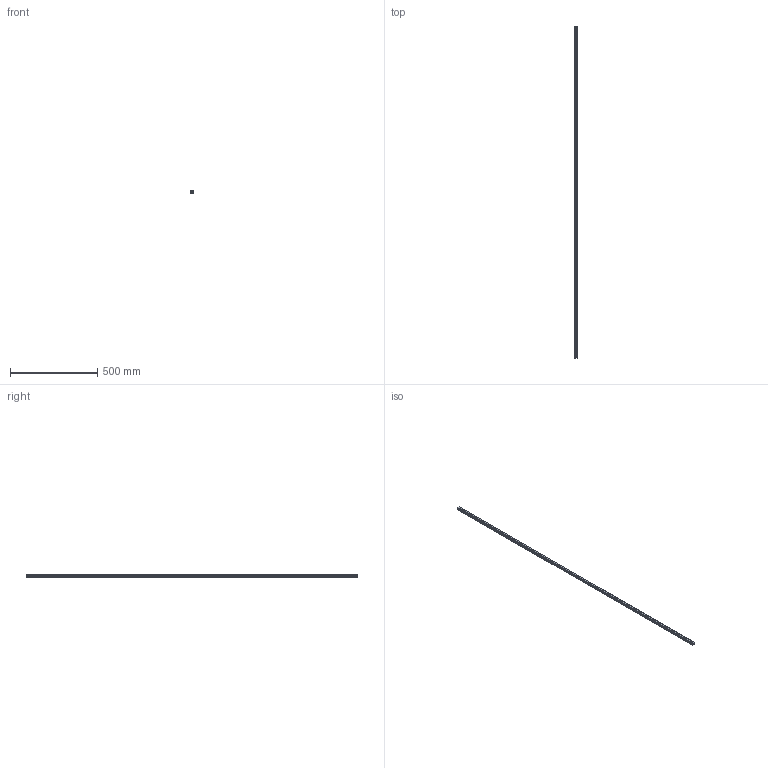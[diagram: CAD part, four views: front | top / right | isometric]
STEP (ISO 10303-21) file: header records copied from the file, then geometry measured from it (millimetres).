
FILE_DESCRIPTION(('STEP AP214'),'1');
FILE_NAME('cctmp_253BC89D-4D50-4345-B4F4-044F73FDA8AF_2021_01_19_11_58_01_0304..stp','2021-01-19T10:58:01',('HIWIN GmbH'),('CADClick - www.CADClick.com'),'Spatial InterOp 3D',' ','unknown authorization');
FILE_SCHEMA(('AUTOMOTIVE_DESIGN'));
Length unit declared in the file: millimetre
Products named in the file (1): HGR15T1900C_FILE
Bounding box: 15 x 1900 x 15 mm (x, y, z)
Volume: 356611.1 mm3; surface area: 120695.9 mm2
Topology: 1 solids, 1 shells, 243 faces, 647 edges, 378 vertices
Faces by surface type: cylinder 90, plane 89, cone 64
Entity records: 9009 total; most frequent: DIRECTION 1251, CARTESIAN_POINT 1205, ORIENTED_EDGE 1166, EDGE_CURVE 583, AXIS2_PLACEMENT_3D 424, LINE 403, VECTOR 403, VERTEX_POINT 378
